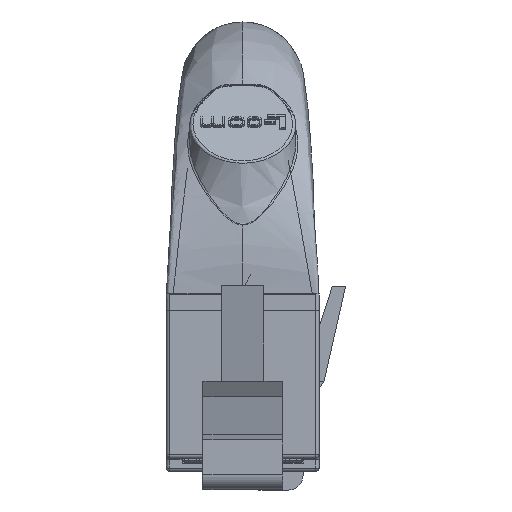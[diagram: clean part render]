
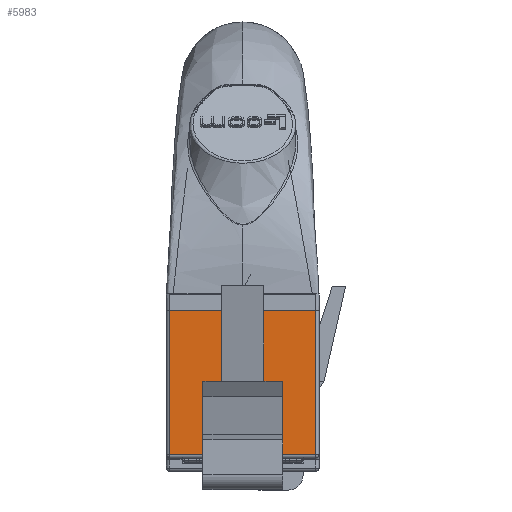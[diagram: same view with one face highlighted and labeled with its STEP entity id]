
A CAD part, left-side view. The second image highlights one B-rep face of the part: STEP entity #5983.
In plain terms, the highlighted face is planar.
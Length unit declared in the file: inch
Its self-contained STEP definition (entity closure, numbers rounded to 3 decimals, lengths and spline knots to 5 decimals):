
#3131 = DIRECTION ( 'NONE',  ( -1., 0., 0. ) ) ;
#3155 = CARTESIAN_POINT ( 'NONE',  ( -0.23, 0.13, -0.485 ) ) ;
#3291 = DIRECTION ( 'NONE',  ( 0., 0., -1. ) ) ;
#3305 = CARTESIAN_POINT ( 'NONE',  ( 0.12, 0.13, 0. ) ) ;
#3994 = CARTESIAN_POINT ( 'NONE',  ( -0.12, 0.13, 0. ) ) ;
#4003 = DIRECTION ( 'NONE',  ( 0., 0., -1. ) ) ;
#4009 = CARTESIAN_POINT ( 'NONE',  ( -0.22, 0.13, -0.485 ) ) ;
#4010 = DIRECTION ( 'NONE',  ( 0., 0., 1. ) ) ;
#4011 = CARTESIAN_POINT ( 'NONE',  ( -0.12, 0.13, -0.05 ) ) ;
#4012 = DIRECTION ( 'NONE',  ( 1., 0., 0. ) ) ;
#4013 = CARTESIAN_POINT ( 'NONE',  ( 0.12, 0.13, -0.11 ) ) ;
#4014 = DIRECTION ( 'NONE',  ( -1., 0., 0. ) ) ;
#4015 = CARTESIAN_POINT ( 'NONE',  ( -0.23, 0.13, -0.05 ) ) ;
#4016 = DIRECTION ( 'NONE',  ( 1., 0., 0. ) ) ;
#4017 = CARTESIAN_POINT ( 'NONE',  ( 0.22, 0.13, -0.485 ) ) ;
#4018 = DIRECTION ( 'NONE',  ( 0., 0., -1. ) ) ;
#5112 = CARTESIAN_POINT ( 'NONE',  ( 0.22, 0.13, -0.485 ) ) ;
#5116 = CARTESIAN_POINT ( 'NONE',  ( -0.22, 0.13, -0.485 ) ) ;
#5192 = CARTESIAN_POINT ( 'NONE',  ( 0.12, 0.13, -0.05 ) ) ;
#5195 = CARTESIAN_POINT ( 'NONE',  ( 0.12, 0.13, -0.11 ) ) ;
#5230 = CARTESIAN_POINT ( 'NONE',  ( -0.12, 0.13, -0.11 ) ) ;
#5237 = CARTESIAN_POINT ( 'NONE',  ( -0.22, 0.13, -0.05 ) ) ;
#5240 = CARTESIAN_POINT ( 'NONE',  ( -0.12, 0.13, -0.05 ) ) ;
#5248 = CARTESIAN_POINT ( 'NONE',  ( 0.22, 0.13, -0.05 ) ) ;
#5983 = ADVANCED_FACE ( 'NONE', ( #18922 ), #32553, .T. ) ;
#8454 = EDGE_CURVE ( 'NONE', #15038, #15040, #34000, .T. ) ;
#8517 = EDGE_CURVE ( 'NONE', #15070, #15071, #34061, .T. ) ;
#8560 = EDGE_CURVE ( 'NONE', #15089, #15085, #34096, .T. ) ;
#8566 = EDGE_CURVE ( 'NONE', #15040, #15088, #34107, .T. ) ;
#8568 = EDGE_CURVE ( 'NONE', #15088, #15089, #34109, .T. ) ;
#8570 = EDGE_CURVE ( 'NONE', #15071, #15085, #34111, .T. ) ;
#8572 = EDGE_CURVE ( 'NONE', #15070, #15092, #34113, .T. ) ;
#8573 = EDGE_CURVE ( 'NONE', #15092, #15038, #34115, .T. ) ;
#14517 = EDGE_LOOP ( 'NONE', ( #39215, #39216, #39217, #39218, #39219, #39220, #39221, #39222 ) ) ;
#15038 = VERTEX_POINT ( 'NONE', #5112 ) ;
#15040 = VERTEX_POINT ( 'NONE', #5116 ) ;
#15070 = VERTEX_POINT ( 'NONE', #5192 ) ;
#15071 = VERTEX_POINT ( 'NONE', #5195 ) ;
#15085 = VERTEX_POINT ( 'NONE', #5230 ) ;
#15088 = VERTEX_POINT ( 'NONE', #5237 ) ;
#15089 = VERTEX_POINT ( 'NONE', #5240 ) ;
#15092 = VERTEX_POINT ( 'NONE', #5248 ) ;
#17631 = AXIS2_PLACEMENT_3D ( 'NONE', #32554, #32558, #32559 ) ;
#18922 = FACE_OUTER_BOUND ( 'NONE', #14517, .T. ) ;
#32553 = PLANE ( 'NONE',  #17631 ) ;
#32554 = CARTESIAN_POINT ( 'NONE',  ( -0.23, 0.13, -0.485 ) ) ;
#32558 = DIRECTION ( 'NONE',  ( 0., 1., 0. ) ) ;
#32559 = DIRECTION ( 'NONE',  ( -1., 0., 0. ) ) ;
#34000 = LINE ( 'NONE', #3155, #34002 ) ;
#34002 = VECTOR ( 'NONE', #3131, 39.37008 ) ;
#34061 = LINE ( 'NONE', #3305, #34063 ) ;
#34063 = VECTOR ( 'NONE', #3291, 39.37008 ) ;
#34096 = LINE ( 'NONE', #3994, #34105 ) ;
#34105 = VECTOR ( 'NONE', #4003, 39.37008 ) ;
#34107 = LINE ( 'NONE', #4009, #34110 ) ;
#34109 = LINE ( 'NONE', #4011, #34112 ) ;
#34110 = VECTOR ( 'NONE', #4010, 39.37008 ) ;
#34111 = LINE ( 'NONE', #4013, #34114 ) ;
#34112 = VECTOR ( 'NONE', #4012, 39.37008 ) ;
#34113 = LINE ( 'NONE', #4015, #34116 ) ;
#34114 = VECTOR ( 'NONE', #4014, 39.37008 ) ;
#34115 = LINE ( 'NONE', #4017, #34118 ) ;
#34116 = VECTOR ( 'NONE', #4016, 39.37008 ) ;
#34118 = VECTOR ( 'NONE', #4018, 39.37008 ) ;
#39215 = ORIENTED_EDGE ( 'NONE', *, *, #8566, .T. ) ;
#39216 = ORIENTED_EDGE ( 'NONE', *, *, #8568, .T. ) ;
#39217 = ORIENTED_EDGE ( 'NONE', *, *, #8560, .T. ) ;
#39218 = ORIENTED_EDGE ( 'NONE', *, *, #8570, .F. ) ;
#39219 = ORIENTED_EDGE ( 'NONE', *, *, #8517, .F. ) ;
#39220 = ORIENTED_EDGE ( 'NONE', *, *, #8572, .T. ) ;
#39221 = ORIENTED_EDGE ( 'NONE', *, *, #8573, .T. ) ;
#39222 = ORIENTED_EDGE ( 'NONE', *, *, #8454, .T. ) ;
